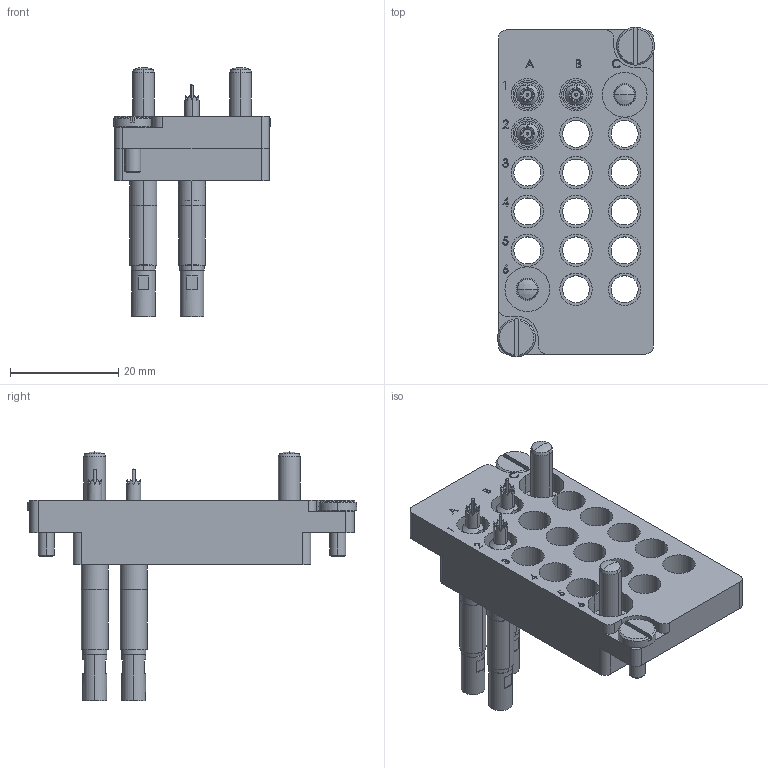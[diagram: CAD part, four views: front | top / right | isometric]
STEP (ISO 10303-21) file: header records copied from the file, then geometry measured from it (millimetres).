
FILE_DESCRIPTION (( 'STEP AP214' ), '1' );
FILE_NAME ('INGUN_38139.STEP', '2023-01-16T14:18:53', ( '' ), ( '' ), 'SwSTEP 2.0', 'SolidWorks 2021', '' );
FILE_SCHEMA (( 'AUTOMOTIVE_DESIGN' ));
Length unit declared in the file: millimetre
Products named in the file (8): INGUN_38139; 34569~4_S; HFS-810-0018__ADA~hfs_S; INFO_4621~0_SBP-T_Kontaktierung-Seite<S>; 34569~4; DIN6325~n_04,0m6x020; KS-810-Master__ADA~ks_KS-810 R; DIN923~n_M03x04-A2
Assembly tree (13 placements, depth 3):
  INGUN_38139
    34569~4_S
      34569~4
      INFO_4621~0_SBP-T_Kontaktierung-Seite<S>
    DIN923~n_M03x04-A2  x2
    KS-810-Master__ADA~ks_KS-810 R  x3
    HFS-810-0018__ADA~hfs_S  x3
    DIN6325~n_04,0m6x020  x2
Bounding box: 29 x 61 x 46.1 mm (x, y, z)
Volume: 15076.5 mm3; surface area: 13422.2 mm2
Topology: 26 solids, 29 shells, 1715 faces, 4072 edges, 2468 vertices
Faces by surface type: plane 1217, cylinder 378, bspline 55, cone 54, sphere 11
Entity records: 25638 total; most frequent: CARTESIAN_POINT 7320, DIRECTION 3750, ORIENTED_EDGE 3658, EDGE_CURVE 1829, AXIS2_PLACEMENT_3D 1351, VERTEX_POINT 1135, LINE 1048, VECTOR 1048
